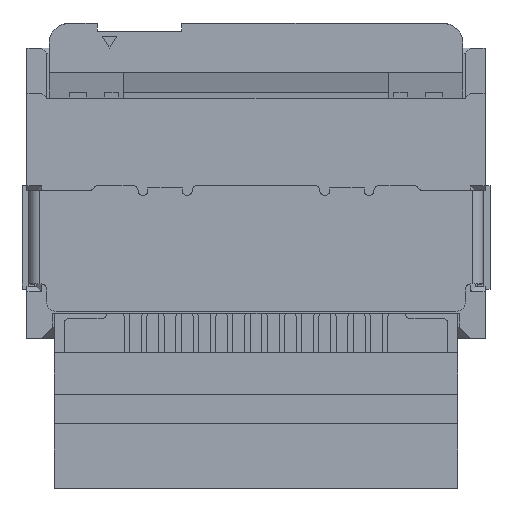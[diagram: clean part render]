
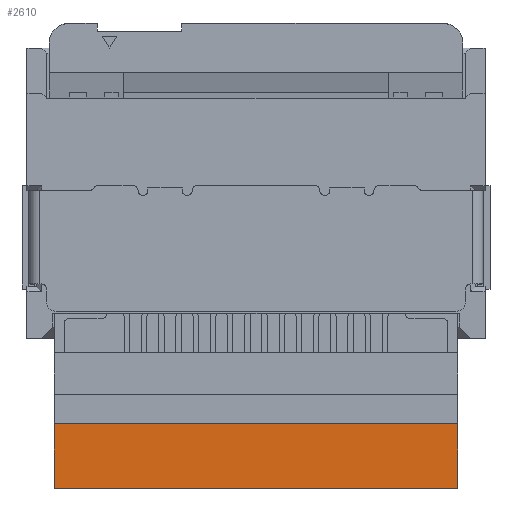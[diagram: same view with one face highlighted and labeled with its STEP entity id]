
A CAD part, top view. The second image highlights one B-rep face of the part: STEP entity #2610.
In plain terms, the highlighted planar face has unit normal (0, 0, 1).
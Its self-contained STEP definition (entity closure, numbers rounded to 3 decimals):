
#2610=ADVANCED_FACE('',(#5479),#3993,.F.);
#3993=PLANE('',#31640);
#5479=FACE_OUTER_BOUND('',#7017,.T.);
#7017=EDGE_LOOP('',(#15293,#15294,#15295,#15296));
#15293=ORIENTED_EDGE('',*,*,#22174,.F.);
#15294=ORIENTED_EDGE('',*,*,#21713,.T.);
#15295=ORIENTED_EDGE('',*,*,#21678,.T.);
#15296=ORIENTED_EDGE('',*,*,#21668,.T.);
#17773=VERTEX_POINT('',#46466);
#17774=VERTEX_POINT('',#46468);
#17781=VERTEX_POINT('',#46487);
#17804=VERTEX_POINT('',#46564);
#21668=EDGE_CURVE('',#17774,#17773,#25564,.T.);
#21678=EDGE_CURVE('',#17781,#17774,#25574,.T.);
#21713=EDGE_CURVE('',#17804,#17781,#25597,.T.);
#22174=EDGE_CURVE('',#17804,#17773,#26038,.T.);
#25564=LINE('',#46467,#29428);
#25574=LINE('',#46486,#29438);
#25597=LINE('',#46563,#29461);
#26038=LINE('',#47496,#29902);
#29428=VECTOR('',#37957,1.);
#29438=VECTOR('',#37971,1.);
#29461=VECTOR('',#38032,1.);
#29902=VECTOR('',#38975,1.);
#31640=AXIS2_PLACEMENT_3D('',#47497,#38976,#38977);
#37957=DIRECTION('',(0.,1.,0.));
#37971=DIRECTION('',(1.,0.,0.));
#38032=DIRECTION('',(0.,-1.,0.));
#38975=DIRECTION('',(1.,0.,0.));
#38976=DIRECTION('',(0.,0.,-1.));
#38977=DIRECTION('',(1.,0.,0.));
#46466=CARTESIAN_POINT('',(2.198,-1.17,0.335));
#46467=CARTESIAN_POINT('',(2.198,-1.83,0.335));
#46468=CARTESIAN_POINT('',(2.198,-1.83,0.335));
#46486=CARTESIAN_POINT('',(-0.372,-1.83,0.335));
#46487=CARTESIAN_POINT('',(-1.902,-1.83,0.335));
#46563=CARTESIAN_POINT('',(-1.902,-1.83,0.335));
#46564=CARTESIAN_POINT('',(-1.902,-1.17,0.335));
#47496=CARTESIAN_POINT('',(-1.902,-1.17,0.335));
#47497=CARTESIAN_POINT('',(2.668,0.,0.335));
